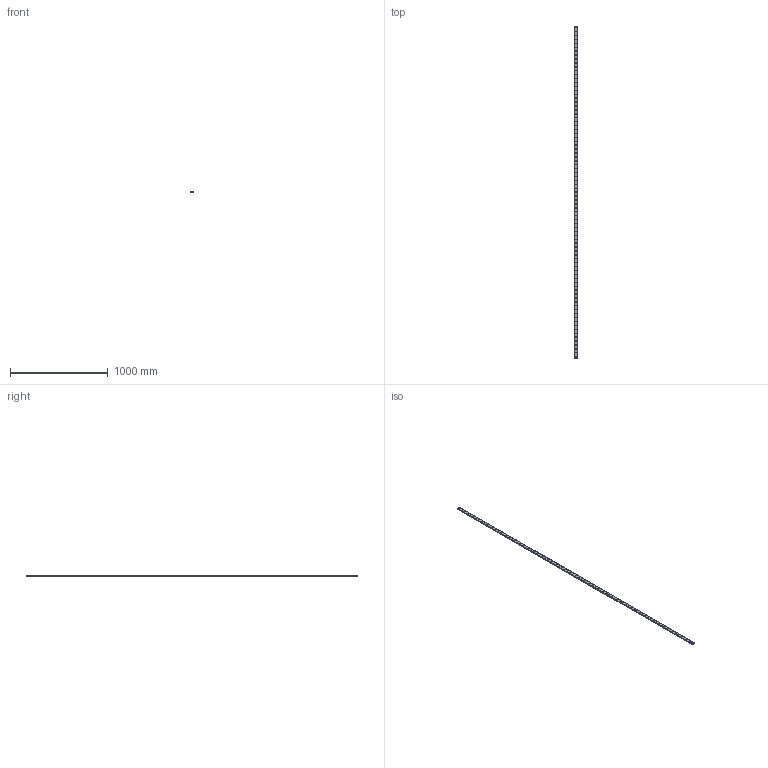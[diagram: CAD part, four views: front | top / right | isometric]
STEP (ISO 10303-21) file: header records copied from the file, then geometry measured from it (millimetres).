
FILE_DESCRIPTION(('STEP AP214'),'1');
FILE_NAME('cctmp_75EEAC72-1AA9-46C2-91D8-34F2623A6ADF_2021_03_02_12_14_26_0810..stp','2021-03-02T11:14:27',('HIWIN GmbH'),('CADClick - www.CADClick.com'),'Spatial InterOp 3D',' ','unknown authorization');
FILE_SCHEMA(('AUTOMOTIVE_DESIGN'));
Length unit declared in the file: millimetre
Products named in the file (1): WER17R3390H_FILE
Bounding box: 33 x 3390 x 9.3 mm (x, y, z)
Volume: 936223.5 mm3; surface area: 331391.8 mm2
Topology: 1 solids, 1 shells, 1633 faces, 3351 edges, 2234 vertices
Faces by surface type: cylinder 1038, plane 595
Entity records: 57189 total; most frequent: DIRECTION 8695, CARTESIAN_POINT 7219, ORIENTED_EDGE 6702, AXIS2_PLACEMENT_3D 3710, EDGE_CURVE 3351, VERTEX_POINT 2234, EDGE_LOOP 2147, CIRCLE 2076
